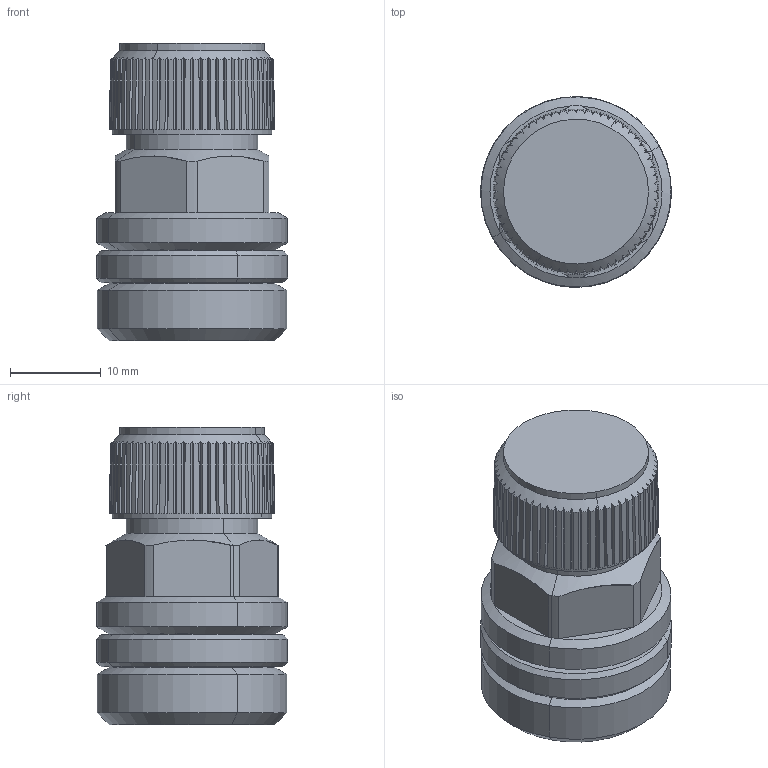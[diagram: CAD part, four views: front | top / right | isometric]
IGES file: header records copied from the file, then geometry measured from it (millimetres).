
Start section:  PTC IGES file: 508041 (IGS).igs
Global section: file name: 508041 (IGS).igs; native system: Creo Parametric by PTC Inc.; preprocessor: 2016050; author: sparenzan; organization: Unknown; date: 20170727.135013; units: inch
Bounding box: 21.09 x 21.09 x 32.8 mm (x, y, z)
Surface area: 4175.3 mm2 (no closed solid volume)
Topology: 0 solids, 0 shells, 240 faces, 1320 edges, 1320 vertices
Faces by surface type: bspline 138, revolution 102
